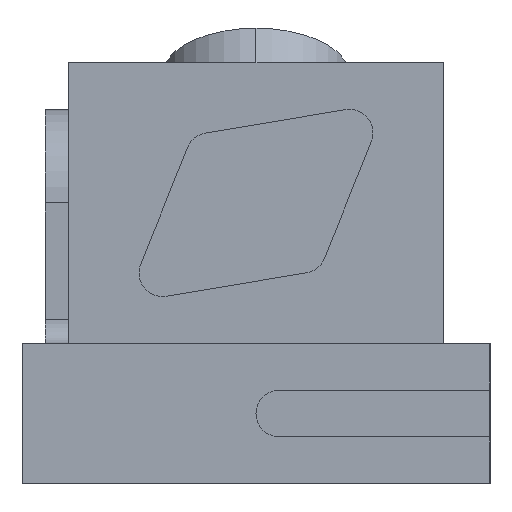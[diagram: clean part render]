
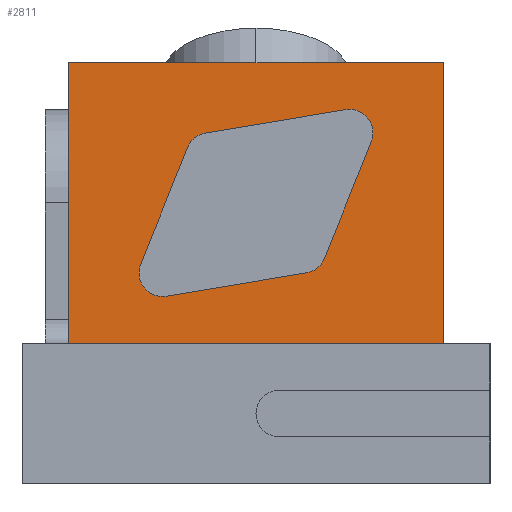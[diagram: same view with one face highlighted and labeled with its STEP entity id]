
A CAD part, left-side view. The second image highlights one B-rep face of the part: STEP entity #2811.
In plain terms, the highlighted planar face has unit normal (-1, 0, 0).
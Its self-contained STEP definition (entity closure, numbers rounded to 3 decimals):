
#1324=CARTESIAN_POINT('POINT101',(2000.,1500.,
   4000.));
#1325=VERTEX_POINT('VERTEX101',#1324);
#1332=CARTESIAN_POINT('POINT102',(2000.,1541.1,
   3996.598));
#1333=VERTEX_POINT('VERTEX102',#1332);
#1334=CARTESIAN_POINT('POS136',(2000.,1500.,3750.)
   );
#1335=DIRECTION('DIR218',(-1.,0.,0.));
#1336=DIRECTION('DIR219',(0.,0.,-1.));
#1337=AXIS2_PLACEMENT_3D('AXIS83',#1334,#1335,#1336);
#1338=CIRCLE('ELLIPSE47',#1337,250.);
#1339=EDGE_CURVE('EDGE134',#1325,#1333,#1338,.T.);
#1358=CARTESIAN_POINT('POINT103',(2000.,3041.1,
   3746.598));
#1359=VERTEX_POINT('VERTEX103',#1358);
#1360=CARTESIAN_POINT('POS139',(2000.,1102.888,
   4069.634));
#1361=DIRECTION('DIR223',(0.,0.986,
   -0.164));
#1362=VECTOR('VEC55',#1361,25.4);
#1363=LINE('STRAIGHT55',#1360,#1362);
#1364=EDGE_CURVE('EDGE136',#1333,#1359,#1363,.T.);
#1382=CARTESIAN_POINT('POINT104',(2000.,3232.119,
   3592.848));
#1383=VERTEX_POINT('VERTEX104',#1382);
#1384=CARTESIAN_POINT('POS142',(2000.,3000.,3500.)
   );
#1385=DIRECTION('DIR227',(1.,0.,0.));
#1386=DIRECTION('DIR228',(0.,0.,-1.));
#1387=AXIS2_PLACEMENT_3D('AXIS86',#1384,#1385,#1386);
#1388=CIRCLE('ELLIPSE48',#1387,250.);
#1389=EDGE_CURVE('EDGE138',#1383,#1359,#1388,.T.);
#1407=CARTESIAN_POINT('POINT105',(2000.,3732.119,
   2342.848));
#1408=VERTEX_POINT('VERTEX105',#1407);
#1409=CARTESIAN_POINT('POS145',(2000.,3179.87,
   3723.47));
#1410=DIRECTION('DIR232',(0.,0.371,
   -0.928));
#1411=VECTOR('VEC58',#1410,25.4);
#1412=LINE('STRAIGHT58',#1409,#1411);
#1413=EDGE_CURVE('EDGE140',#1383,#1408,#1412,.T.);
#1429=CARTESIAN_POINT('POINT106',(2000.,3500.,2000.));
#1430=VERTEX_POINT('VERTEX106',#1429);
#1439=CARTESIAN_POINT('POS149',(2000.,3500.,2250.));
#1440=DIRECTION('DIR237',(-1.,0.,0.));
#1441=DIRECTION('DIR238',(0.,0.,-1.));
#1442=AXIS2_PLACEMENT_3D('AXIS89',#1439,#1440,#1441);
#1443=CIRCLE('ELLIPSE49',#1442,250.);
#1444=EDGE_CURVE('EDGE143',#1408,#1430,#1443,.T.);
#1455=CARTESIAN_POINT('POINT107',(2000.,3458.9,
   2003.402));
#1456=VERTEX_POINT('VERTEX107',#1455);
#1457=EDGE_CURVE('EDGE144',#1430,#1456,#1443,.T.);
#1469=CARTESIAN_POINT('POINT108',(2000.,1958.9,
   2253.402));
#1470=VERTEX_POINT('VERTEX108',#1469);
#1471=CARTESIAN_POINT('POS152',(2000.,3897.112,
   1930.366));
#1472=DIRECTION('DIR242',(0.,-0.986,
   0.164));
#1473=VECTOR('VEC62',#1472,25.4);
#1474=LINE('STRAIGHT62',#1471,#1473);
#1475=EDGE_CURVE('EDGE146',#1456,#1470,#1474,.T.);
#1495=CARTESIAN_POINT('POINT109',(2000.,1767.881,
   2407.152));
#1496=VERTEX_POINT('VERTEX109',#1495);
#1497=CARTESIAN_POINT('POS155',(2000.,2000.,2500.));
#1498=DIRECTION('DIR246',(-1.,0.,0.));
#1499=DIRECTION('DIR247',(0.,0.,-1.));
#1500=AXIS2_PLACEMENT_3D('AXIS92',#1497,#1498,#1499);
#1501=CIRCLE('ELLIPSE50',#1500,250.);
#1502=EDGE_CURVE('EDGE148',#1470,#1496,#1501,.T.);
#1520=CARTESIAN_POINT('POINT110',(2000.,1267.881,
   3657.152));
#1521=VERTEX_POINT('VERTEX110',#1520);
#1522=CARTESIAN_POINT('POS158',(2000.,1820.13,
   2276.53));
#1523=DIRECTION('DIR251',(0.,-0.371,
   0.928));
#1524=VECTOR('VEC65',#1523,25.4);
#1525=LINE('STRAIGHT65',#1522,#1524);
#1526=EDGE_CURVE('EDGE150',#1496,#1521,#1525,.T.);
#1545=EDGE_CURVE('EDGE152',#1521,#1325,#1338,.T.);
#1796=CARTESIAN_POINT('POINT127',(2000.,500.,
   4500.));
#1797=VERTEX_POINT('VERTEX127',#1796);
#1805=CARTESIAN_POINT('POINT128',(2000.,4500.,
   4500.));
#1806=VERTEX_POINT('VERTEX128',#1805);
#1813=CARTESIAN_POINT('POS186',(2000.,2500.,4500.)
   );
#1814=DIRECTION('DIR288',(0.,1.,0.));
#1815=VECTOR('VEC84',#1814,25.4);
#1816=LINE('STRAIGHT84',#1813,#1815);
#1817=EDGE_CURVE('EDGE176',#1797,#1806,#1816,.T.);
#2769=ORIENTED_EDGE('COEDGE454',*,*,#1545,.F.);
#2770=ORIENTED_EDGE('COEDGE455',*,*,#1526,.F.);
#2771=ORIENTED_EDGE('COEDGE456',*,*,#1502,.F.);
#2772=ORIENTED_EDGE('COEDGE457',*,*,#1475,.F.);
#2773=ORIENTED_EDGE('COEDGE458',*,*,#1457,.F.);
#2774=ORIENTED_EDGE('COEDGE459',*,*,#1444,.F.);
#2775=ORIENTED_EDGE('COEDGE460',*,*,#1413,.F.);
#2776=ORIENTED_EDGE('COEDGE461',*,*,#1389,.T.);
#2777=ORIENTED_EDGE('COEDGE462',*,*,#1364,.F.);
#2778=ORIENTED_EDGE('COEDGE463',*,*,#1339,.F.);
#2779=EDGE_LOOP('NONE',(#2769,#2770,#2771,#2772,#2773,#2774,#2775,#2776,
   #2777,#2778));
#2780=FACE_BOUND('LOOP1',#2779,.T.);
#2781=CARTESIAN_POINT('POINT179',(2000.,500.,
   1500.));
#2782=VERTEX_POINT('VERTEX179',#2781);
#2783=CARTESIAN_POINT('POS297',(2000.,500.,
   3250.));
#2784=DIRECTION('DIR456',(0.,0.,1.));
#2785=VECTOR('VEC138',#2784,25.4);
#2786=LINE('STRAIGHT138',#2783,#2785);
#2787=EDGE_CURVE('EDGE264',#2782,#1797,#2786,.T.);
#2788=ORIENTED_EDGE('COEDGE464',*,*,#2787,.T.);
#2789=ORIENTED_EDGE('COEDGE465',*,*,#1817,.T.);
#2790=CARTESIAN_POINT('POINT180',(2000.,4500.,
   1500.));
#2791=VERTEX_POINT('VERTEX180',#2790);
#2792=CARTESIAN_POINT('POS298',(2000.,4500.,
   3250.));
#2793=DIRECTION('DIR457',(0.,0.,-1.));
#2794=VECTOR('VEC139',#2793,25.4);
#2795=LINE('STRAIGHT139',#2792,#2794);
#2796=EDGE_CURVE('EDGE265',#1806,#2791,#2795,.T.);
#2797=ORIENTED_EDGE('COEDGE466',*,*,#2796,.T.);
#2798=CARTESIAN_POINT('POS299',(2000.,2500.,1500.));
#2799=DIRECTION('DIR458',(0.,-1.,0.));
#2800=VECTOR('VEC140',#2799,25.4);
#2801=LINE('STRAIGHT140',#2798,#2800);
#2802=EDGE_CURVE('EDGE266',#2791,#2782,#2801,.T.);
#2803=ORIENTED_EDGE('COEDGE467',*,*,#2802,.T.);
#2804=EDGE_LOOP('NONE',(#2788,#2789,#2797,#2803));
#2805=FACE_BOUND('LOOP1',#2804,.T.);
#2806=CARTESIAN_POINT('POS300',(2000.,2500.,3250.)
   );
#2807=DIRECTION('DIR459',(1.,0.,0.));
#2808=DIRECTION('DIR460',(0.,1.,0.));
#2809=AXIS2_PLACEMENT_3D('AXIS160',#2806,#2807,#2808);
#2810=PLANE('PLANE41',#2809);
#2811=ADVANCED_FACE('FACE108',(#2780,#2805),#2810,.F.);
